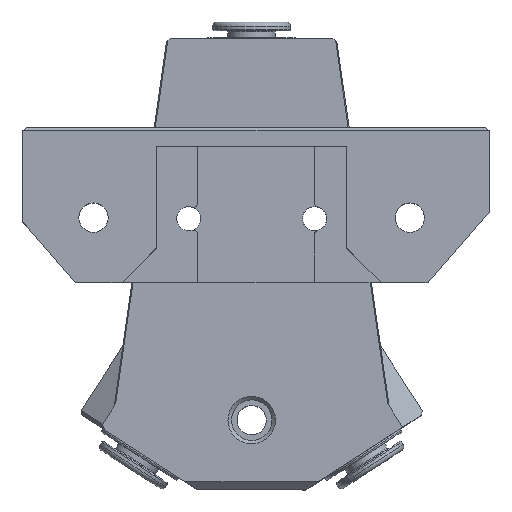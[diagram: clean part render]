
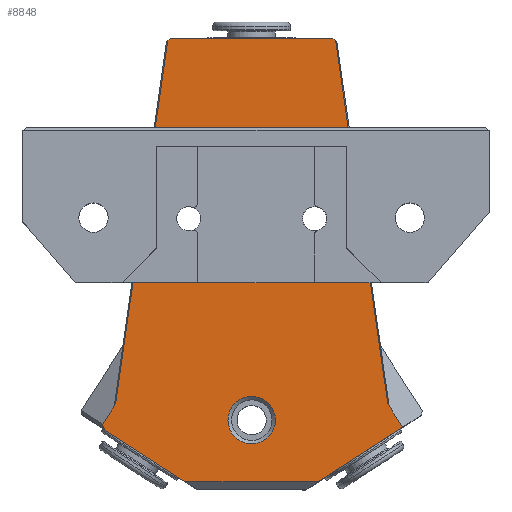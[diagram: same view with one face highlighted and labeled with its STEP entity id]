
A CAD part, top view. The second image highlights one B-rep face of the part: STEP entity #8848.
In plain terms, the highlighted planar face has unit normal (0, 0, 1).
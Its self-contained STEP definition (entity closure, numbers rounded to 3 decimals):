
#936=LINE('',#15801,#1674);
#937=LINE('',#15803,#1675);
#938=LINE('',#15805,#1676);
#939=LINE('',#15807,#1677);
#940=LINE('',#15809,#1678);
#941=LINE('',#15811,#1679);
#942=LINE('',#15813,#1680);
#943=LINE('',#15815,#1681);
#944=LINE('',#15817,#1682);
#945=LINE('',#15819,#1683);
#946=LINE('',#15820,#1684);
#1674=VECTOR('',#12296,10.);
#1675=VECTOR('',#12297,10.);
#1676=VECTOR('',#12298,10.);
#1677=VECTOR('',#12299,10.);
#1678=VECTOR('',#12300,10.);
#1679=VECTOR('',#12301,10.);
#1680=VECTOR('',#12302,10.);
#1681=VECTOR('',#12303,10.);
#1682=VECTOR('',#12304,10.);
#1683=VECTOR('',#12305,10.);
#1684=VECTOR('',#12306,10.);
#1946=FACE_BOUND('',#3159,.T.);
#1947=FACE_BOUND('',#3160,.T.);
#1948=FACE_BOUND('',#3161,.T.);
#2182=PLANE('',#9854);
#2642=FACE_OUTER_BOUND('',#3158,.T.);
#3158=EDGE_LOOP('',(#8079,#8080,#8081,#8082,#8083,#8084,#8085,#8086,#8087,
#8088,#8089));
#3159=EDGE_LOOP('',(#8090));
#3160=EDGE_LOOP('',(#8091));
#3161=EDGE_LOOP('',(#8092));
#3618=CIRCLE('',#9853,2.75);
#3619=CIRCLE('',#9855,2.1);
#3620=CIRCLE('',#9856,2.1);
#4393=VERTEX_POINT('',#15795);
#4394=VERTEX_POINT('',#15799);
#4395=VERTEX_POINT('',#15800);
#4396=VERTEX_POINT('',#15802);
#4397=VERTEX_POINT('',#15804);
#4398=VERTEX_POINT('',#15806);
#4399=VERTEX_POINT('',#15808);
#4400=VERTEX_POINT('',#15810);
#4401=VERTEX_POINT('',#15812);
#4402=VERTEX_POINT('',#15814);
#4403=VERTEX_POINT('',#15816);
#4404=VERTEX_POINT('',#15818);
#4405=VERTEX_POINT('',#15821);
#4406=VERTEX_POINT('',#15823);
#5638=EDGE_CURVE('',#4393,#4393,#3618,.T.);
#5639=EDGE_CURVE('',#4394,#4395,#936,.T.);
#5640=EDGE_CURVE('',#4396,#4394,#937,.T.);
#5641=EDGE_CURVE('',#4397,#4396,#938,.T.);
#5642=EDGE_CURVE('',#4398,#4397,#939,.T.);
#5643=EDGE_CURVE('',#4399,#4398,#940,.T.);
#5644=EDGE_CURVE('',#4400,#4399,#941,.T.);
#5645=EDGE_CURVE('',#4401,#4400,#942,.T.);
#5646=EDGE_CURVE('',#4402,#4401,#943,.T.);
#5647=EDGE_CURVE('',#4403,#4402,#944,.T.);
#5648=EDGE_CURVE('',#4404,#4403,#945,.T.);
#5649=EDGE_CURVE('',#4395,#4404,#946,.T.);
#5650=EDGE_CURVE('',#4405,#4405,#3619,.T.);
#5651=EDGE_CURVE('',#4406,#4406,#3620,.T.);
#8079=ORIENTED_EDGE('',*,*,#5639,.F.);
#8080=ORIENTED_EDGE('',*,*,#5640,.F.);
#8081=ORIENTED_EDGE('',*,*,#5641,.F.);
#8082=ORIENTED_EDGE('',*,*,#5642,.F.);
#8083=ORIENTED_EDGE('',*,*,#5643,.F.);
#8084=ORIENTED_EDGE('',*,*,#5644,.F.);
#8085=ORIENTED_EDGE('',*,*,#5645,.F.);
#8086=ORIENTED_EDGE('',*,*,#5646,.F.);
#8087=ORIENTED_EDGE('',*,*,#5647,.F.);
#8088=ORIENTED_EDGE('',*,*,#5648,.F.);
#8089=ORIENTED_EDGE('',*,*,#5649,.F.);
#8090=ORIENTED_EDGE('',*,*,#5650,.F.);
#8091=ORIENTED_EDGE('',*,*,#5651,.F.);
#8092=ORIENTED_EDGE('',*,*,#5638,.F.);
#8848=ADVANCED_FACE('',(#2642,#1946,#1947,#1948),#2182,.F.);
#9853=AXIS2_PLACEMENT_3D('',#15797,#12292,#12293);
#9854=AXIS2_PLACEMENT_3D('',#15798,#12294,#12295);
#9855=AXIS2_PLACEMENT_3D('',#15822,#12307,#12308);
#9856=AXIS2_PLACEMENT_3D('',#15824,#12309,#12310);
#12292=DIRECTION('center_axis',(0.,0.,
1.));
#12293=DIRECTION('ref_axis',(-1.,0.,0.));
#12294=DIRECTION('center_axis',(0.,0.,
-1.));
#12295=DIRECTION('ref_axis',(0.,1.,0.));
#12296=DIRECTION('',(0.756,0.655,0.));
#12297=DIRECTION('',(0.142,0.99,0.));
#12298=DIRECTION('',(0.543,0.84,0.));
#12299=DIRECTION('',(-0.372,0.928,0.));
#12300=DIRECTION('',(-0.84,0.543,0.));
#12301=DIRECTION('',(-1.,0.,0.));
#12302=DIRECTION('',(-0.84,-0.543,0.));
#12303=DIRECTION('',(0.543,-0.84,0.));
#12304=DIRECTION('',(0.142,-0.99,0.));
#12305=DIRECTION('',(0.756,-0.655,0.));
#12306=DIRECTION('',(1.,0.,0.));
#12307=DIRECTION('center_axis',(0.,0.,
1.));
#12308=DIRECTION('ref_axis',(-1.,0.,0.));
#12309=DIRECTION('center_axis',(0.,0.,
1.));
#12310=DIRECTION('ref_axis',(-1.,0.,0.));
#15795=CARTESIAN_POINT('',(161.65,83.273,104.755));
#15797=CARTESIAN_POINT('Origin',(158.9,83.273,104.755));
#15798=CARTESIAN_POINT('Origin',(158.9,101.35,104.755));
#15799=CARTESIAN_POINT('',(149.178,127.225,104.755));
#15800=CARTESIAN_POINT('',(149.495,127.5,104.755));
#15801=CARTESIAN_POINT('',(145.595,124.119,104.755));
#15802=CARTESIAN_POINT('',(143.139,85.15,104.755));
#15803=CARTESIAN_POINT('',(146.288,107.088,104.755));
#15804=CARTESIAN_POINT('',(141.613,82.789,104.755));
#15805=CARTESIAN_POINT('',(152.24,99.227,104.755));
#15806=CARTESIAN_POINT('',(141.871,82.146,104.755));
#15807=CARTESIAN_POINT('',(139.503,88.051,104.755));
#15808=CARTESIAN_POINT('',(151.146,76.15,104.755));
#15809=CARTESIAN_POINT('',(145.591,79.741,104.755));
#15810=CARTESIAN_POINT('',(166.654,76.15,104.755));
#15811=CARTESIAN_POINT('',(157.947,76.15,104.755));
#15812=CARTESIAN_POINT('',(176.404,82.454,104.755));
#15813=CARTESIAN_POINT('',(172.21,79.741,104.755));
#15814=CARTESIAN_POINT('',(174.661,85.15,104.755));
#15815=CARTESIAN_POINT('',(165.56,99.227,104.755));
#15816=CARTESIAN_POINT('',(168.622,127.225,104.755));
#15817=CARTESIAN_POINT('',(172.753,98.445,104.755));
#15818=CARTESIAN_POINT('',(168.305,127.5,104.755));
#15819=CARTESIAN_POINT('',(172.205,124.119,104.755));
#15820=CARTESIAN_POINT('',(158.9,127.5,104.755));
#15821=CARTESIAN_POINT('',(168.291,106.597,104.755));
#15822=CARTESIAN_POINT('Origin',(166.191,106.597,104.755));
#15823=CARTESIAN_POINT('',(153.709,106.597,104.755));
#15824=CARTESIAN_POINT('Origin',(151.609,106.597,104.755));
